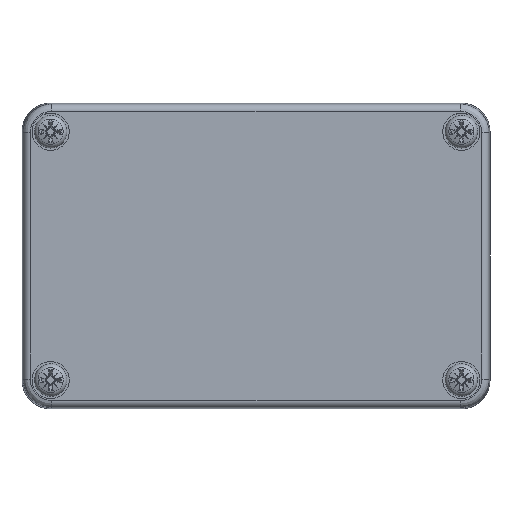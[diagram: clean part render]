
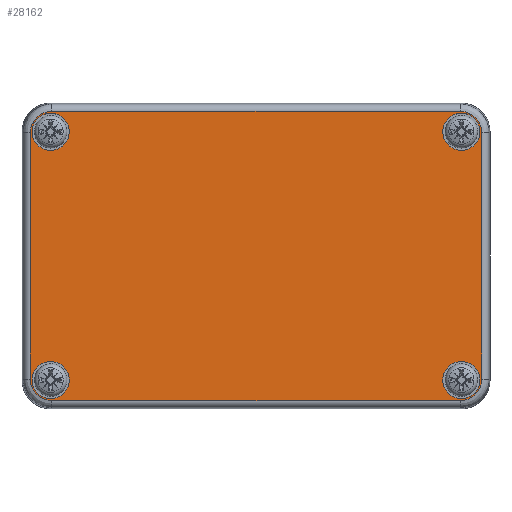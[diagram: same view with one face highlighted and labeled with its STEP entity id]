
A CAD part, top view. The second image highlights one B-rep face of the part: STEP entity #28162.
In plain terms, the highlighted face is planar.
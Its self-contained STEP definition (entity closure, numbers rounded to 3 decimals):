
#27637=CARTESIAN_POINT('',(-42.778,-30.277,-10.0));
#27638=VERTEX_POINT('',#27637);
#27646=CARTESIAN_POINT('',(42.778,-30.277,-10.0));
#27647=VERTEX_POINT('',#27646);
#27648=CARTESIAN_POINT('',(-42.778,-30.277,-10.0));
#27649=DIRECTION('',(1.0,0.0,0.0));
#27650=VECTOR('',#27649,85.557);
#27651=LINE('',#27648,#27650);
#27652=EDGE_CURVE('',#27638,#27647,#27651,.T.);
#27703=CARTESIAN_POINT('',(47.277,-25.778,-10.0));
#27704=VERTEX_POINT('',#27703);
#27722=CARTESIAN_POINT('',(42.775,-25.775,-10.0));
#27723=DIRECTION('',(0.0,0.0,1.0));
#27724=DIRECTION('',(0.707,-0.707,0.0));
#27725=AXIS2_PLACEMENT_3D('',#27722,#27723,#27724);
#27726=ELLIPSE('',#27725,4.503,4.5);
#27727=EDGE_CURVE('',#27647,#27704,#27726,.T.);
#27737=CARTESIAN_POINT('',(47.277,25.778,-10.0));
#27738=VERTEX_POINT('',#27737);
#27755=CARTESIAN_POINT('',(47.277,-25.778,-10.0));
#27756=DIRECTION('',(0.0,1.0,0.0));
#27757=VECTOR('',#27756,51.557);
#27758=LINE('',#27755,#27757);
#27759=EDGE_CURVE('',#27704,#27738,#27758,.T.);
#27795=CARTESIAN_POINT('',(42.778,30.277,-10.0));
#27796=VERTEX_POINT('',#27795);
#27814=CARTESIAN_POINT('',(42.775,25.775,-10.0));
#27815=DIRECTION('',(0.0,0.0,1.0));
#27816=DIRECTION('',(0.707,0.707,0.0));
#27817=AXIS2_PLACEMENT_3D('',#27814,#27815,#27816);
#27818=ELLIPSE('',#27817,4.503,4.5);
#27819=EDGE_CURVE('',#27738,#27796,#27818,.T.);
#27829=CARTESIAN_POINT('',(-42.778,30.277,-10.0));
#27830=VERTEX_POINT('',#27829);
#27847=CARTESIAN_POINT('',(42.778,30.277,-10.0));
#27848=DIRECTION('',(-1.0,0.0,0.0));
#27849=VECTOR('',#27848,85.557);
#27850=LINE('',#27847,#27849);
#27851=EDGE_CURVE('',#27796,#27830,#27850,.T.);
#27887=CARTESIAN_POINT('',(-47.277,25.778,-10.0));
#27888=VERTEX_POINT('',#27887);
#27906=CARTESIAN_POINT('',(-42.775,25.775,-10.0));
#27907=DIRECTION('',(0.0,0.0,1.0));
#27908=DIRECTION('',(-0.707,0.707,0.0));
#27909=AXIS2_PLACEMENT_3D('',#27906,#27907,#27908);
#27910=ELLIPSE('',#27909,4.503,4.5);
#27911=EDGE_CURVE('',#27830,#27888,#27910,.T.);
#27921=CARTESIAN_POINT('',(-47.277,-25.778,-10.0));
#27922=VERTEX_POINT('',#27921);
#27939=CARTESIAN_POINT('',(-47.277,25.778,-10.0));
#27940=DIRECTION('',(0.0,-1.0,0.0));
#27941=VECTOR('',#27940,51.557);
#27942=LINE('',#27939,#27941);
#27943=EDGE_CURVE('',#27888,#27922,#27942,.T.);
#27988=CARTESIAN_POINT('',(-42.775,-25.775,-10.0));
#27989=DIRECTION('',(0.0,0.0,1.0));
#27990=DIRECTION('',(-0.707,-0.707,0.0));
#27991=AXIS2_PLACEMENT_3D('',#27988,#27989,#27990);
#27992=ELLIPSE('',#27991,4.503,4.5);
#27993=EDGE_CURVE('',#27922,#27638,#27992,.T.);
#28103=CARTESIAN_POINT('',(0.0,0.,-10.0));
#28104=DIRECTION('',(0.0,0.0,1.0));
#28105=DIRECTION('',(1.0,0.0,0.0));
#28106=AXIS2_PLACEMENT_3D('',#28103,#28104,#28105);
#28107=PLANE('',#28106);
#28108=ORIENTED_EDGE('',*,*,#27652,.F.);
#28109=ORIENTED_EDGE('',*,*,#27993,.F.);
#28110=ORIENTED_EDGE('',*,*,#27943,.F.);
#28111=ORIENTED_EDGE('',*,*,#27911,.F.);
#28112=ORIENTED_EDGE('',*,*,#27851,.F.);
#28113=ORIENTED_EDGE('',*,*,#27819,.F.);
#28114=ORIENTED_EDGE('',*,*,#27759,.F.);
#28115=ORIENTED_EDGE('',*,*,#27727,.F.);
#28116=EDGE_LOOP('',(#28108,#28109,#28110,#28111,#28112,#28113,#28114,#28115));
#28117=FACE_OUTER_BOUND('',#28116,.T.);
#28118=CARTESIAN_POINT('',(39.1,26.,-10.0));
#28119=VERTEX_POINT('',#28118);
#28120=CARTESIAN_POINT('',(43.0,26.,-10.0));
#28121=DIRECTION('',(0.0,0.0,1.0));
#28122=DIRECTION('',(1.0,0.0,0.0));
#28123=AXIS2_PLACEMENT_3D('',#28120,#28121,#28122);
#28124=CIRCLE('',#28123,3.9);
#28125=EDGE_CURVE('',#28119,#28119,#28124,.T.);
#28126=ORIENTED_EDGE('',*,*,#28125,.T.);
#28127=EDGE_LOOP('',(#28126));
#28128=FACE_BOUND('',#28127,.T.);
#28129=CARTESIAN_POINT('',(-46.9,26.,-10.0));
#28130=VERTEX_POINT('',#28129);
#28131=CARTESIAN_POINT('',(-43.0,26.,-10.0));
#28132=DIRECTION('',(0.0,0.0,1.0));
#28133=DIRECTION('',(1.0,0.0,0.0));
#28134=AXIS2_PLACEMENT_3D('',#28131,#28132,#28133);
#28135=CIRCLE('',#28134,3.9);
#28136=EDGE_CURVE('',#28130,#28130,#28135,.T.);
#28137=ORIENTED_EDGE('',*,*,#28136,.T.);
#28138=EDGE_LOOP('',(#28137));
#28139=FACE_BOUND('',#28138,.T.);
#28140=CARTESIAN_POINT('',(39.1,-26.,-10.0));
#28141=VERTEX_POINT('',#28140);
#28142=CARTESIAN_POINT('',(43.0,-26.,-10.0));
#28143=DIRECTION('',(0.0,0.0,1.0));
#28144=DIRECTION('',(1.0,0.0,0.0));
#28145=AXIS2_PLACEMENT_3D('',#28142,#28143,#28144);
#28146=CIRCLE('',#28145,3.9);
#28147=EDGE_CURVE('',#28141,#28141,#28146,.T.);
#28148=ORIENTED_EDGE('',*,*,#28147,.T.);
#28149=EDGE_LOOP('',(#28148));
#28150=FACE_BOUND('',#28149,.T.);
#28151=CARTESIAN_POINT('',(-46.9,-26.,-10.0));
#28152=VERTEX_POINT('',#28151);
#28153=CARTESIAN_POINT('',(-43.0,-26.,-10.0));
#28154=DIRECTION('',(0.0,0.0,1.0));
#28155=DIRECTION('',(1.0,0.0,0.0));
#28156=AXIS2_PLACEMENT_3D('',#28153,#28154,#28155);
#28157=CIRCLE('',#28156,3.9);
#28158=EDGE_CURVE('',#28152,#28152,#28157,.T.);
#28159=ORIENTED_EDGE('',*,*,#28158,.T.);
#28160=EDGE_LOOP('',(#28159));
#28161=FACE_BOUND('',#28160,.T.);
#28162=ADVANCED_FACE('',(#28117,#28128,#28139,#28150,#28161),#28107,.F.);
